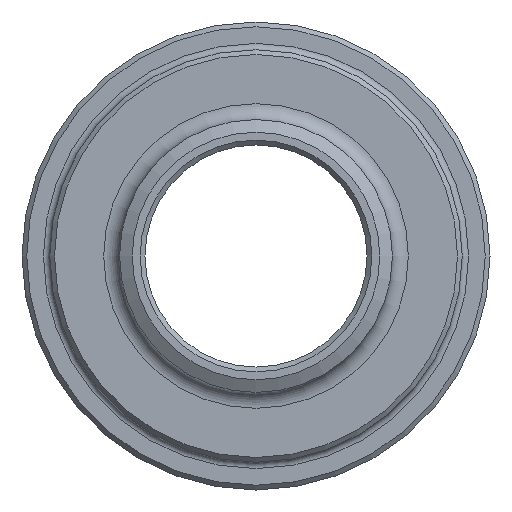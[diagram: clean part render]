
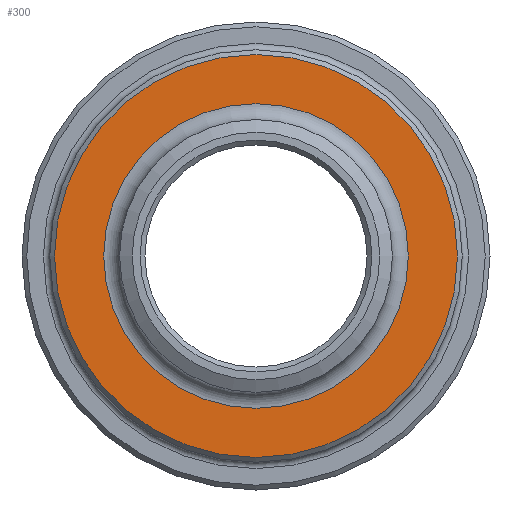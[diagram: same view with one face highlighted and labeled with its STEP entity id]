
A CAD part, left-side view. The second image highlights one B-rep face of the part: STEP entity #300.
In plain terms, the highlighted planar face has unit normal (-1, 0, 0).
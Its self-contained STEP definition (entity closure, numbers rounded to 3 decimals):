
#20=FACE_BOUND('',#59,.T.);
#25=PLANE('',#348);
#37=FACE_OUTER_BOUND('',#58,.T.);
#58=EDGE_LOOP('',(#220));
#59=EDGE_LOOP('',(#221));
#107=CIRCLE('',#347,12.7);
#108=CIRCLE('',#349,9.6);
#139=VERTEX_POINT('',#526);
#140=VERTEX_POINT('',#530);
#170=EDGE_CURVE('',#139,#139,#107,.T.);
#171=EDGE_CURVE('',#140,#140,#108,.T.);
#220=ORIENTED_EDGE('',*,*,#170,.F.);
#221=ORIENTED_EDGE('',*,*,#171,.F.);
#300=ADVANCED_FACE('',(#37,#20),#25,.T.);
#347=AXIS2_PLACEMENT_3D('',#528,#415,#416);
#348=AXIS2_PLACEMENT_3D('',#529,#417,#418);
#349=AXIS2_PLACEMENT_3D('',#531,#419,#420);
#415=DIRECTION('center_axis',(1.,0.,0.));
#416=DIRECTION('ref_axis',(0.,-1.,0.));
#417=DIRECTION('center_axis',(-1.,0.,0.));
#418=DIRECTION('ref_axis',(0.,0.,1.));
#419=DIRECTION('center_axis',(-1.,0.,0.));
#420=DIRECTION('ref_axis',(0.,-1.,0.));
#526=CARTESIAN_POINT('',(-15.5,12.7,0.));
#528=CARTESIAN_POINT('Origin',(-15.5,0.,0.));
#529=CARTESIAN_POINT('Origin',(-15.5,13.,0.));
#530=CARTESIAN_POINT('',(-15.5,0.,9.6));
#531=CARTESIAN_POINT('Origin',(-15.5,0.,0.));
